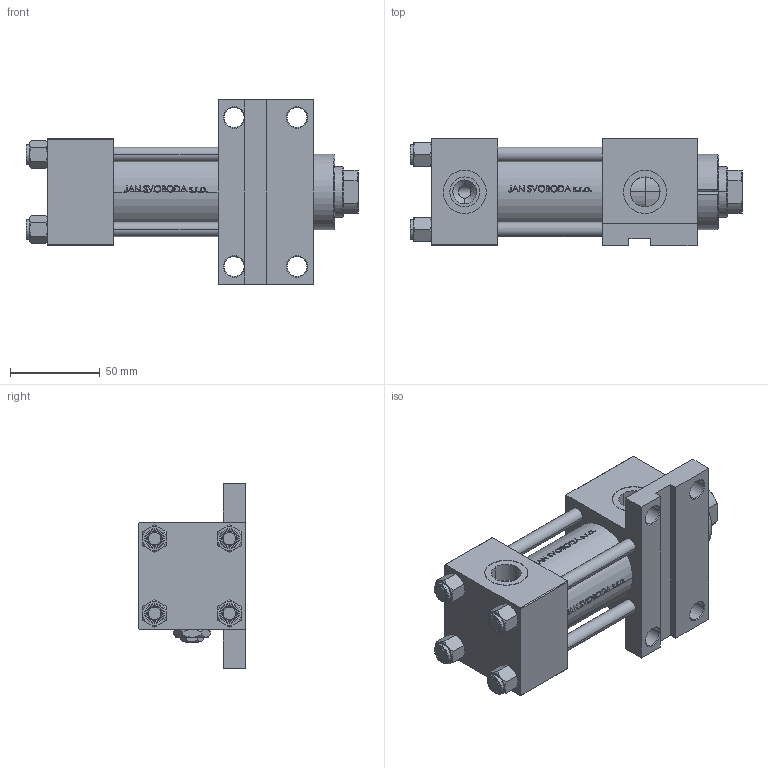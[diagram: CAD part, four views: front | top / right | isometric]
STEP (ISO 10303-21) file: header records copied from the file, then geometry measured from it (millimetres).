
FILE_DESCRIPTION (( 'STEP AP203' ), '1' );
FILE_NAME ('dda3.STEP', '2022-04-15T19:47:38', ( '' ), ( '' ), 'SwSTEP 2.0', 'SolidWorks 2019', '' );
FILE_SCHEMA (( 'CONFIG_CONTROL_DESIGN' ));
Length unit declared in the file: millimetre
Products named in the file (7): V215CR_F_TYCINKA f5c52af9cb441bf21470877e1c9af632; V215CR_F_Body f5c52af9cb441bf21470877e1c9af632; Zatka_pro_OIL_PORT f5c52af9cb441bf21470877e1c9af632; dda3; V215CR_VCP_F f5c52af9cb441bf21470877e1c9af632; V215_VC_A f5c52af9cb441bf21470877e1c9af632; NUT_M5_F f5c52af9cb441bf21470877e1c9af632
Assembly tree (12 placements, depth 2):
  dda3
    V215CR_F_Body f5c52af9cb441bf21470877e1c9af632
    V215CR_VCP_F f5c52af9cb441bf21470877e1c9af632
    V215CR_F_TYCINKA f5c52af9cb441bf21470877e1c9af632  x4
    NUT_M5_F f5c52af9cb441bf21470877e1c9af632  x4
    V215_VC_A f5c52af9cb441bf21470877e1c9af632
    Zatka_pro_OIL_PORT f5c52af9cb441bf21470877e1c9af632
Bounding box: 185 x 60 x 103 mm (x, y, z)
Volume: 443266 mm3; surface area: 118965.3 mm2
Topology: 12 solids, 12 shells, 1163 faces, 2934 edges, 1879 vertices
Faces by surface type: plane 462, bspline 380, cone 172, cylinder 141, torus 8
Entity records: 50006 total; most frequent: CARTESIAN_POINT 26601, ORIENTED_EDGE 5360, DIRECTION 3392, EDGE_CURVE 2680, VERTEX_POINT 1735, VECTOR 1362, LINE 1362, EDGE_LOOP 1149
